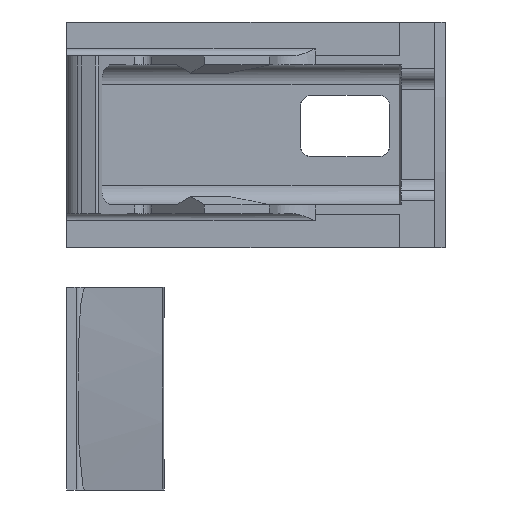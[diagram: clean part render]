
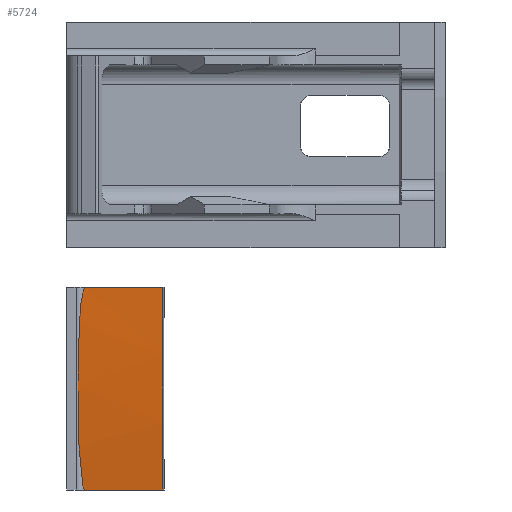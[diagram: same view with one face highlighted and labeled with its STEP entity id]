
A CAD part, front view. The second image highlights one B-rep face of the part: STEP entity #5724.
In plain terms, the highlighted cylindrical face has radius 338.5 mm (diameter 677 mm), a partial arc.
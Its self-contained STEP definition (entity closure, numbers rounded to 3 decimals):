
#432=FACE_OUTER_BOUND('',#743,.T.);
#743=EDGE_LOOP('',(#5146,#5147,#5148,#5149));
#838=CIRCLE('',#6101,338.5);
#1216=B_SPLINE_CURVE_WITH_KNOTS('',3,(#19444,#19445,#19446,#19447,#19448,
#19449,#19450,#19451,#19452,#19453,#19454,#19455,#19456,#19457,#19458,#19459,
#19460,#19461,#19462,#19463,#19464,#19465,#19466,#19467,#19468,#19469,#19470,
#19471,#19472,#19473,#19474,#19475,#19476,#19477,#19478,#19479,#19480,#19481),
 .UNSPECIFIED.,.F.,.F.,(4,2,2,2,2,2,2,2,2,2,2,2,2,2,2,2,2,2,4),(-4.93,
-4.925,-4.919,-4.908,-4.891,
-4.844,-4.702,-4.217,-3.341,
-2.465,-1.589,-0.713,-0.228,
-0.086,-0.039,-0.022,-0.011,
-0.005,0.),.UNSPECIFIED.);
#1598=LINE('',#19483,#2008);
#1599=LINE('',#19486,#2009);
#2008=VECTOR('',#7226,10.);
#2009=VECTOR('',#7229,10.);
#2586=VERTEX_POINT('',#19442);
#2587=VERTEX_POINT('',#19443);
#2588=VERTEX_POINT('',#19482);
#2589=VERTEX_POINT('',#19484);
#3445=EDGE_CURVE('',#2586,#2587,#1216,.T.);
#3446=EDGE_CURVE('',#2588,#2586,#1598,.T.);
#3447=EDGE_CURVE('',#2589,#2588,#838,.T.);
#3448=EDGE_CURVE('',#2587,#2589,#1599,.T.);
#5146=ORIENTED_EDGE('',*,*,#3445,.F.);
#5147=ORIENTED_EDGE('',*,*,#3446,.F.);
#5148=ORIENTED_EDGE('',*,*,#3447,.F.);
#5149=ORIENTED_EDGE('',*,*,#3448,.F.);
#5428=CYLINDRICAL_SURFACE('',#6100,338.5);
#5724=ADVANCED_FACE('',(#432),#5428,.T.);
#6100=AXIS2_PLACEMENT_3D('',#19441,#7224,#7225);
#6101=AXIS2_PLACEMENT_3D('',#19485,#7227,#7228);
#7224=DIRECTION('center_axis',(-0.985,0.174,0.));
#7225=DIRECTION('ref_axis',(-0.173,-0.982,0.077));
#7226=DIRECTION('',(-0.985,0.174,0.));
#7227=DIRECTION('center_axis',(0.985,-0.174,0.));
#7228=DIRECTION('ref_axis',(-0.173,-0.982,0.077));
#7229=DIRECTION('',(0.985,-0.174,0.));
#19441=CARTESIAN_POINT('Origin',(81.19,333.043,-65.));
#19442=CARTESIAN_POINT('',(2.747,4.168,-91.));
#19443=CARTESIAN_POINT('',(2.747,4.168,-39.));
#19444=CARTESIAN_POINT('Ctrl Pts',(2.747,4.168,-91.));
#19445=CARTESIAN_POINT('Ctrl Pts',(2.73,4.171,-91.));
#19446=CARTESIAN_POINT('Ctrl Pts',(2.712,4.174,-90.997));
#19447=CARTESIAN_POINT('Ctrl Pts',(2.678,4.179,-90.985));
#19448=CARTESIAN_POINT('Ctrl Pts',(2.662,4.181,-90.976));
#19449=CARTESIAN_POINT('Ctrl Pts',(2.615,4.187,-90.945));
#19450=CARTESIAN_POINT('Ctrl Pts',(2.587,4.189,-90.917));
#19451=CARTESIAN_POINT('Ctrl Pts',(2.527,4.194,-90.844));
#19452=CARTESIAN_POINT('Ctrl Pts',(2.489,4.196,-90.783));
#19453=CARTESIAN_POINT('Ctrl Pts',(2.389,4.199,-90.594));
#19454=CARTESIAN_POINT('Ctrl Pts',(2.325,4.197,-90.419));
#19455=CARTESIAN_POINT('Ctrl Pts',(2.133,4.185,-89.819));
#19456=CARTESIAN_POINT('Ctrl Pts',(2.022,4.164,-89.261));
#19457=CARTESIAN_POINT('Ctrl Pts',(1.665,4.079,-87.204));
#19458=CARTESIAN_POINT('Ctrl Pts',(1.494,3.986,-85.275));
#19459=CARTESIAN_POINT('Ctrl Pts',(1.166,3.791,-80.756));
#19460=CARTESIAN_POINT('Ctrl Pts',(1.045,3.673,-77.55));
#19461=CARTESIAN_POINT('Ctrl Pts',(0.895,3.52,-71.132));
#19462=CARTESIAN_POINT('Ctrl Pts',(0.868,3.484,-67.92));
#19463=CARTESIAN_POINT('Ctrl Pts',(0.868,3.484,-62.08));
#19464=CARTESIAN_POINT('Ctrl Pts',(0.895,3.52,-58.868));
#19465=CARTESIAN_POINT('Ctrl Pts',(1.045,3.673,-52.45));
#19466=CARTESIAN_POINT('Ctrl Pts',(1.166,3.791,-49.244));
#19467=CARTESIAN_POINT('Ctrl Pts',(1.494,3.986,-44.725));
#19468=CARTESIAN_POINT('Ctrl Pts',(1.665,4.079,-42.796));
#19469=CARTESIAN_POINT('Ctrl Pts',(2.022,4.164,-40.739));
#19470=CARTESIAN_POINT('Ctrl Pts',(2.133,4.185,-40.181));
#19471=CARTESIAN_POINT('Ctrl Pts',(2.325,4.197,-39.581));
#19472=CARTESIAN_POINT('Ctrl Pts',(2.389,4.199,-39.406));
#19473=CARTESIAN_POINT('Ctrl Pts',(2.489,4.196,-39.217));
#19474=CARTESIAN_POINT('Ctrl Pts',(2.527,4.194,-39.156));
#19475=CARTESIAN_POINT('Ctrl Pts',(2.587,4.189,-39.083));
#19476=CARTESIAN_POINT('Ctrl Pts',(2.615,4.187,-39.055));
#19477=CARTESIAN_POINT('Ctrl Pts',(2.662,4.181,-39.024));
#19478=CARTESIAN_POINT('Ctrl Pts',(2.678,4.179,-39.015));
#19479=CARTESIAN_POINT('Ctrl Pts',(2.712,4.174,-39.003));
#19480=CARTESIAN_POINT('Ctrl Pts',(2.73,4.171,-39.));
#19481=CARTESIAN_POINT('Ctrl Pts',(2.747,4.168,-39.));
#19482=CARTESIAN_POINT('',(22.583,0.67,-91.));
#19483=CARTESIAN_POINT('',(22.583,0.67,-91.));
#19484=CARTESIAN_POINT('',(22.583,0.67,-39.));
#19485=CARTESIAN_POINT('Origin',(81.19,333.043,-65.));
#19486=CARTESIAN_POINT('',(22.583,0.67,-39.));
